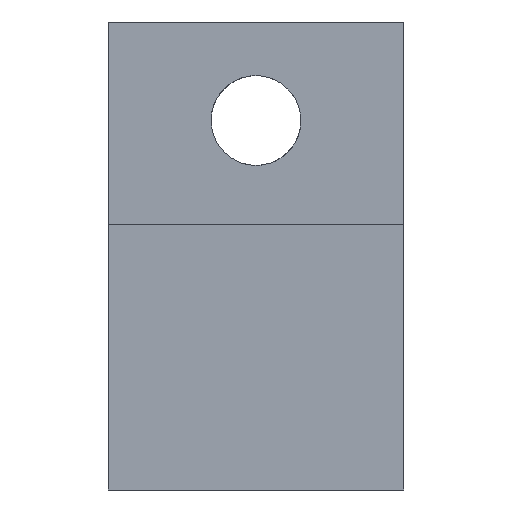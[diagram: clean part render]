
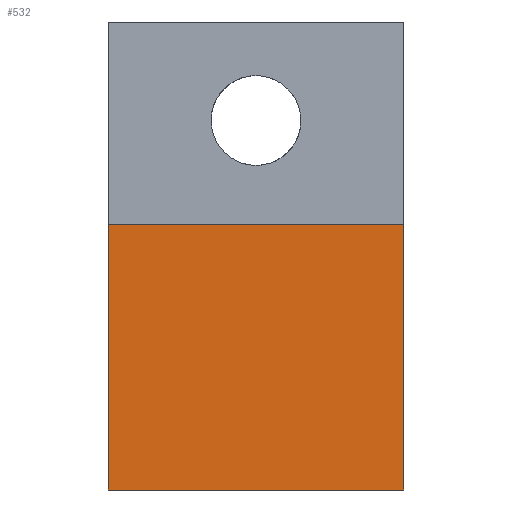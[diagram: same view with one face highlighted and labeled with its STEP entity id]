
A CAD part, left-side view. The second image highlights one B-rep face of the part: STEP entity #532.
In plain terms, the highlighted planar face has unit normal (-1, 0, 0).
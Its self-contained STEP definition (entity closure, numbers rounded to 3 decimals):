
#31 = PLANE('',#32);
#32 = AXIS2_PLACEMENT_3D('',#33,#34,#35);
#33 = CARTESIAN_POINT('',(436.03,228.6,26.865));
#34 = DIRECTION('',(0.,1.,0.));
#35 = DIRECTION('',(-1.,0.,0.));
#54 = VERTEX_POINT('',#55);
#55 = CARTESIAN_POINT('',(436.6,228.6,28.6));
#67 = PLANE('',#68);
#68 = AXIS2_PLACEMENT_3D('',#69,#70,#71);
#69 = CARTESIAN_POINT('',(436.03,217.26,28.6));
#70 = DIRECTION('',(0.,0.,-1.));
#71 = DIRECTION('',(0.,1.,0.));
#78 = EDGE_CURVE('',#79,#54,#81,.T.);
#79 = VERTEX_POINT('',#80);
#80 = CARTESIAN_POINT('',(436.6,228.6,37.75));
#81 = SURFACE_CURVE('',#82,(#85,#91),.PCURVE_S1.);
#82 = B_SPLINE_CURVE_WITH_KNOTS('',1,(#83,#84),.UNSPECIFIED.,.F.,.F.,(2,
    2),(0.,9.15),.PIECEWISE_BEZIER_KNOTS.);
#83 = CARTESIAN_POINT('',(436.6,228.6,37.75));
#84 = CARTESIAN_POINT('',(436.6,228.6,28.6));
#85 = PCURVE('',#31,#86);
#86 = DEFINITIONAL_REPRESENTATION('',(#87),#90);
#87 = B_SPLINE_CURVE_WITH_KNOTS('',1,(#88,#89),.UNSPECIFIED.,.F.,.F.,(2,
    2),(0.,9.15),.PIECEWISE_BEZIER_KNOTS.);
#88 = CARTESIAN_POINT('',(-0.57,10.885));
#89 = CARTESIAN_POINT('',(-0.57,1.735));
#90 = ( GEOMETRIC_REPRESENTATION_CONTEXT(2) 
PARAMETRIC_REPRESENTATION_CONTEXT() REPRESENTATION_CONTEXT('2D SPACE',''
  ) );
#91 = PCURVE('',#92,#97);
#92 = PLANE('',#93);
#93 = AXIS2_PLACEMENT_3D('',#94,#95,#96);
#94 = CARTESIAN_POINT('',(436.6,229.74,27.565));
#95 = DIRECTION('',(-1.,0.,0.));
#96 = DIRECTION('',(0.,1.,0.));
#97 = DEFINITIONAL_REPRESENTATION('',(#98),#101);
#98 = B_SPLINE_CURVE_WITH_KNOTS('',1,(#99,#100),.UNSPECIFIED.,.F.,.F.,(2
    ,2),(0.,9.15),.PIECEWISE_BEZIER_KNOTS.);
#99 = CARTESIAN_POINT('',(-1.14,-10.185));
#100 = CARTESIAN_POINT('',(-1.14,-1.035));
#101 = ( GEOMETRIC_REPRESENTATION_CONTEXT(2) 
PARAMETRIC_REPRESENTATION_CONTEXT() REPRESENTATION_CONTEXT('2D SPACE',''
  ) );
#117 = PLANE('',#118);
#118 = AXIS2_PLACEMENT_3D('',#119,#120,#121);
#119 = CARTESIAN_POINT('',(436.29,229.74,37.75));
#120 = DIRECTION('',(0.,0.,1.));
#121 = DIRECTION('',(0.,-1.,0.));
#214 = PLANE('',#215);
#215 = AXIS2_PLACEMENT_3D('',#216,#217,#218);
#216 = CARTESIAN_POINT('',(436.03,218.4,26.865));
#217 = DIRECTION('',(0.,-1.,0.));
#218 = DIRECTION('',(1.,0.,0.));
#496 = VERTEX_POINT('',#497);
#497 = CARTESIAN_POINT('',(436.6,218.4,28.6));
#515 = EDGE_CURVE('',#496,#54,#516,.T.);
#516 = SURFACE_CURVE('',#517,(#520,#526),.PCURVE_S1.);
#517 = B_SPLINE_CURVE_WITH_KNOTS('',1,(#518,#519),.UNSPECIFIED.,.F.,.F.,
  (2,2),(-10.2,0.),.PIECEWISE_BEZIER_KNOTS.);
#518 = CARTESIAN_POINT('',(436.6,218.4,28.6));
#519 = CARTESIAN_POINT('',(436.6,228.6,28.6));
#520 = PCURVE('',#67,#521);
#521 = DEFINITIONAL_REPRESENTATION('',(#522),#525);
#522 = B_SPLINE_CURVE_WITH_KNOTS('',1,(#523,#524),.UNSPECIFIED.,.F.,.F.,
  (2,2),(-10.2,0.),.PIECEWISE_BEZIER_KNOTS.);
#523 = CARTESIAN_POINT('',(1.14,0.57));
#524 = CARTESIAN_POINT('',(11.34,0.57));
#525 = ( GEOMETRIC_REPRESENTATION_CONTEXT(2) 
PARAMETRIC_REPRESENTATION_CONTEXT() REPRESENTATION_CONTEXT('2D SPACE',''
  ) );
#526 = PCURVE('',#92,#527);
#527 = DEFINITIONAL_REPRESENTATION('',(#528),#531);
#528 = B_SPLINE_CURVE_WITH_KNOTS('',1,(#529,#530),.UNSPECIFIED.,.F.,.F.,
  (2,2),(-10.2,0.),.PIECEWISE_BEZIER_KNOTS.);
#529 = CARTESIAN_POINT('',(-11.34,-1.035));
#530 = CARTESIAN_POINT('',(-1.14,-1.035));
#531 = ( GEOMETRIC_REPRESENTATION_CONTEXT(2) 
PARAMETRIC_REPRESENTATION_CONTEXT() REPRESENTATION_CONTEXT('2D SPACE',''
  ) );
#532 = ADVANCED_FACE('',(#533),#92,.T.);
#533 = FACE_BOUND('',#534,.T.);
#534 = EDGE_LOOP('',(#535,#536,#537,#557));
#535 = ORIENTED_EDGE('',*,*,#78,.T.);
#536 = ORIENTED_EDGE('',*,*,#515,.F.);
#537 = ORIENTED_EDGE('',*,*,#538,.T.);
#538 = EDGE_CURVE('',#496,#539,#541,.T.);
#539 = VERTEX_POINT('',#540);
#540 = CARTESIAN_POINT('',(436.6,218.4,37.75));
#541 = SURFACE_CURVE('',#542,(#545,#551),.PCURVE_S1.);
#542 = B_SPLINE_CURVE_WITH_KNOTS('',1,(#543,#544),.UNSPECIFIED.,.F.,.F.,
  (2,2),(-9.15,0.),.PIECEWISE_BEZIER_KNOTS.);
#543 = CARTESIAN_POINT('',(436.6,218.4,28.6));
#544 = CARTESIAN_POINT('',(436.6,218.4,37.75));
#545 = PCURVE('',#92,#546);
#546 = DEFINITIONAL_REPRESENTATION('',(#547),#550);
#547 = B_SPLINE_CURVE_WITH_KNOTS('',1,(#548,#549),.UNSPECIFIED.,.F.,.F.,
  (2,2),(-9.15,0.),.PIECEWISE_BEZIER_KNOTS.);
#548 = CARTESIAN_POINT('',(-11.34,-1.035));
#549 = CARTESIAN_POINT('',(-11.34,-10.185));
#550 = ( GEOMETRIC_REPRESENTATION_CONTEXT(2) 
PARAMETRIC_REPRESENTATION_CONTEXT() REPRESENTATION_CONTEXT('2D SPACE',''
  ) );
#551 = PCURVE('',#214,#552);
#552 = DEFINITIONAL_REPRESENTATION('',(#553),#556);
#553 = B_SPLINE_CURVE_WITH_KNOTS('',1,(#554,#555),.UNSPECIFIED.,.F.,.F.,
  (2,2),(-9.15,0.),.PIECEWISE_BEZIER_KNOTS.);
#554 = CARTESIAN_POINT('',(0.57,1.735));
#555 = CARTESIAN_POINT('',(0.57,10.885));
#556 = ( GEOMETRIC_REPRESENTATION_CONTEXT(2) 
PARAMETRIC_REPRESENTATION_CONTEXT() REPRESENTATION_CONTEXT('2D SPACE',''
  ) );
#557 = ORIENTED_EDGE('',*,*,#558,.T.);
#558 = EDGE_CURVE('',#539,#79,#559,.T.);
#559 = SURFACE_CURVE('',#560,(#563,#569),.PCURVE_S1.);
#560 = B_SPLINE_CURVE_WITH_KNOTS('',1,(#561,#562),.UNSPECIFIED.,.F.,.F.,
  (2,2),(-10.2,0.),.PIECEWISE_BEZIER_KNOTS.);
#561 = CARTESIAN_POINT('',(436.6,218.4,37.75));
#562 = CARTESIAN_POINT('',(436.6,228.6,37.75));
#563 = PCURVE('',#92,#564);
#564 = DEFINITIONAL_REPRESENTATION('',(#565),#568);
#565 = B_SPLINE_CURVE_WITH_KNOTS('',1,(#566,#567),.UNSPECIFIED.,.F.,.F.,
  (2,2),(-10.2,0.),.PIECEWISE_BEZIER_KNOTS.);
#566 = CARTESIAN_POINT('',(-11.34,-10.185));
#567 = CARTESIAN_POINT('',(-1.14,-10.185));
#568 = ( GEOMETRIC_REPRESENTATION_CONTEXT(2) 
PARAMETRIC_REPRESENTATION_CONTEXT() REPRESENTATION_CONTEXT('2D SPACE',''
  ) );
#569 = PCURVE('',#117,#570);
#570 = DEFINITIONAL_REPRESENTATION('',(#571),#574);
#571 = B_SPLINE_CURVE_WITH_KNOTS('',1,(#572,#573),.UNSPECIFIED.,.F.,.F.,
  (2,2),(-10.2,0.),.PIECEWISE_BEZIER_KNOTS.);
#572 = CARTESIAN_POINT('',(11.34,0.31));
#573 = CARTESIAN_POINT('',(1.14,0.31));
#574 = ( GEOMETRIC_REPRESENTATION_CONTEXT(2) 
PARAMETRIC_REPRESENTATION_CONTEXT() REPRESENTATION_CONTEXT('2D SPACE',''
  ) );
